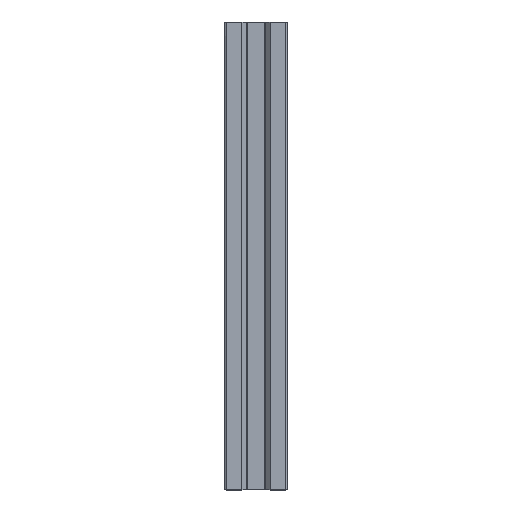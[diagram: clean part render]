
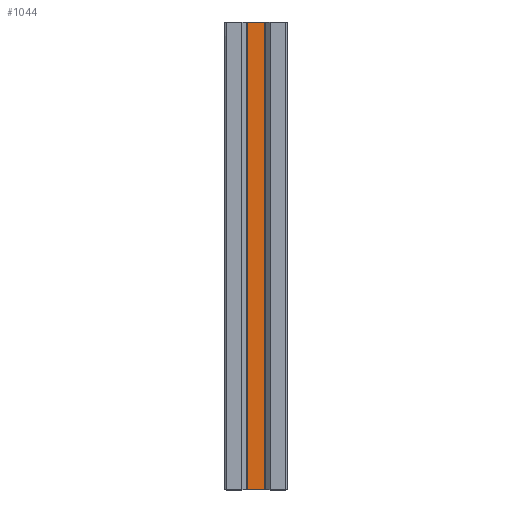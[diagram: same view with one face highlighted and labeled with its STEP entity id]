
A CAD part, top view. The second image highlights one B-rep face of the part: STEP entity #1044.
In plain terms, the highlighted free-form (B-spline) face has degree [1, 1] with [2, 2] control points.
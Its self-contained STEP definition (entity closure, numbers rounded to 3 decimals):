
#289 = VERTEX_POINT('',#290);
#290 = CARTESIAN_POINT('',(2.216,0.,2.899));
#295 = EDGE_CURVE('',#296,#289,#298,.T.);
#296 = VERTEX_POINT('',#297);
#297 = CARTESIAN_POINT('',(-2.216,0.,2.899));
#298 = B_SPLINE_CURVE_WITH_KNOTS('',1,(#299,#300),.UNSPECIFIED.,.F.,.F.,
  (2,2),(0.,5.503),.PIECEWISE_BEZIER_KNOTS.);
#299 = CARTESIAN_POINT('',(-2.216,0.,2.899));
#300 = CARTESIAN_POINT('',(2.216,0.,2.899));
#1029 = VERTEX_POINT('',#1030);
#1030 = CARTESIAN_POINT('',(2.216,120.786,2.899
    ));
#1035 = EDGE_CURVE('',#289,#1029,#1036,.T.);
#1036 = B_SPLINE_CURVE_WITH_KNOTS('',1,(#1037,#1038),.UNSPECIFIED.,.F.,
  .F.,(2,2),(0.,150.),.PIECEWISE_BEZIER_KNOTS.);
#1037 = CARTESIAN_POINT('',(2.216,0.,2.899));
#1038 = CARTESIAN_POINT('',(2.216,120.786,2.899
    ));
#1044 = ADVANCED_FACE('',(#1045),#1061,.T.);
#1045 = FACE_BOUND('',#1046,.T.);
#1046 = EDGE_LOOP('',(#1047,#1048,#1049,#1056));
#1047 = ORIENTED_EDGE('',*,*,#295,.T.);
#1048 = ORIENTED_EDGE('',*,*,#1035,.T.);
#1049 = ORIENTED_EDGE('',*,*,#1050,.F.);
#1050 = EDGE_CURVE('',#1051,#1029,#1053,.T.);
#1051 = VERTEX_POINT('',#1052);
#1052 = CARTESIAN_POINT('',(-2.216,120.786,
    2.899));
#1053 = B_SPLINE_CURVE_WITH_KNOTS('',1,(#1054,#1055),.UNSPECIFIED.,.F.,
  .F.,(2,2),(0.,5.503),.PIECEWISE_BEZIER_KNOTS.);
#1054 = CARTESIAN_POINT('',(-2.216,120.786,
    2.899));
#1055 = CARTESIAN_POINT('',(2.216,120.786,2.899
    ));
#1056 = ORIENTED_EDGE('',*,*,#1057,.F.);
#1057 = EDGE_CURVE('',#296,#1051,#1058,.T.);
#1058 = B_SPLINE_CURVE_WITH_KNOTS('',1,(#1059,#1060),.UNSPECIFIED.,.F.,
  .F.,(2,2),(0.,150.),.PIECEWISE_BEZIER_KNOTS.);
#1059 = CARTESIAN_POINT('',(-2.216,0.,2.899));
#1060 = CARTESIAN_POINT('',(-2.216,120.786,
    2.899));
#1061 = B_SPLINE_SURFACE_WITH_KNOTS('',1,1,(
    (#1062,#1063)
    ,(#1064,#1065
    )),.UNSPECIFIED.,.F.,.F.,.F.,(2,2),(2,2),(0.,5.503),(0.,
    150.),.PIECEWISE_BEZIER_KNOTS.);
#1062 = CARTESIAN_POINT('',(-2.216,0.,2.899));
#1063 = CARTESIAN_POINT('',(-2.216,120.786,
    2.899));
#1064 = CARTESIAN_POINT('',(2.216,0.,2.899));
#1065 = CARTESIAN_POINT('',(2.216,120.786,2.899
    ));
